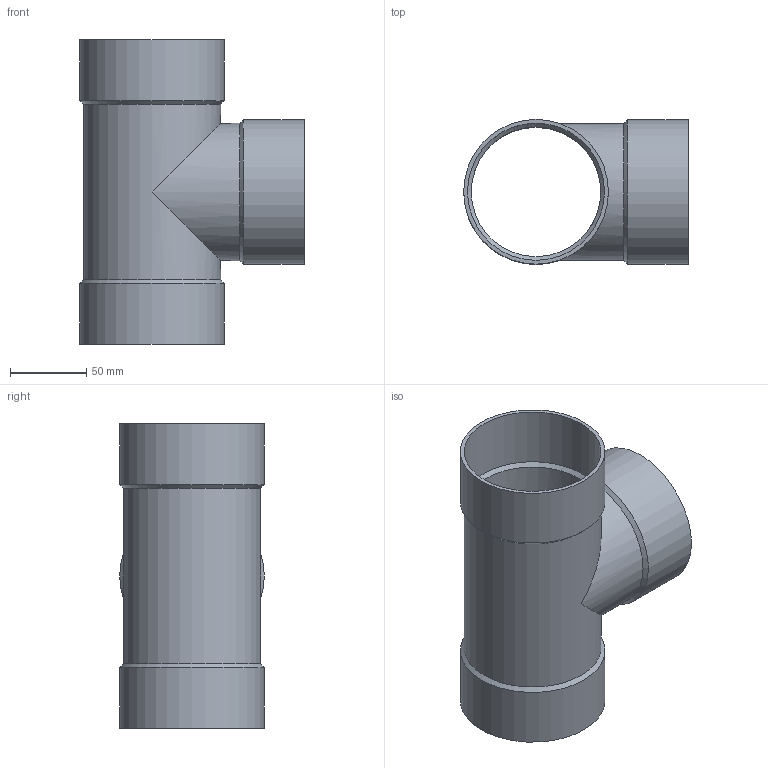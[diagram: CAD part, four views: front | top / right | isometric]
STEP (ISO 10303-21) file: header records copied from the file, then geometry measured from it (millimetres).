
FILE_DESCRIPTION( ( 'STEP AP214' ), '1' );
FILE_NAME( '3000393H.stp', '2022-01-20T08:21:40', ( 'License CC BY-ND 4.0' ), ( 'CADENAS' ), ' ', 'PARTsolutions', ' ' );
FILE_SCHEMA( ( 'AUTOMOTIVE_DESIGN { 1 0 10303 214 1 1 1 1 }' ) );
Length unit declared in the file: millimetre
Products named in the file (1): _3000393H
Bounding box: 147.5 x 95 x 200 mm (x, y, z)
Volume: 172735 mm3; surface area: 142107.6 mm2
Topology: 1 solids, 1 shells, 19 faces, 38 edges, 22 vertices
Faces by surface type: cylinder 10, cone 6, plane 3
Full cylindrical faces by diameter (mm): 85 x2, 90 x5, 95 x3
Entity records: 590 total; most frequent: DIRECTION 84, CARTESIAN_POINT 64, ORIENTED_EDGE 44, AXIS2_PLACEMENT_3D 42, EDGE_LOOP 40, FACE_OUTER_BOUND 29, EDGE_CURVE 22, VERTEX_POINT 22
